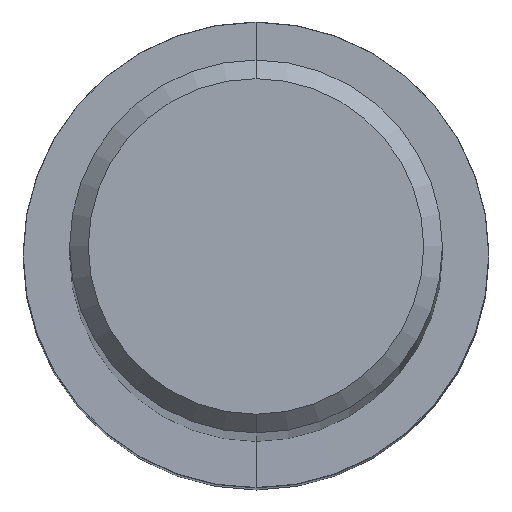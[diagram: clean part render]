
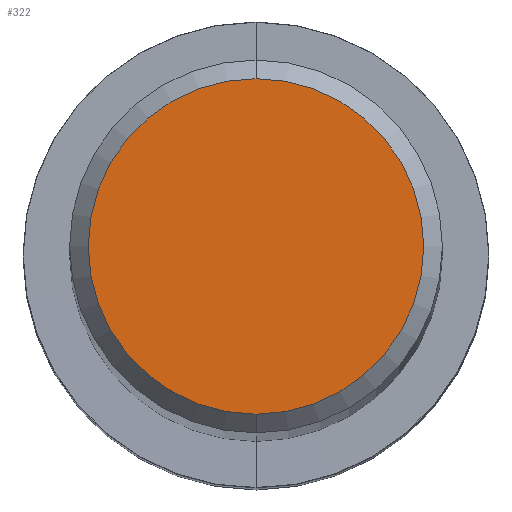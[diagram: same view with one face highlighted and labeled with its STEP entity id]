
A CAD part, top view. The second image highlights one B-rep face of the part: STEP entity #322.
In plain terms, the highlighted planar face has unit normal (0, 0, 1).
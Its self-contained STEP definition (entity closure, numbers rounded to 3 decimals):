
#224=VERTEX_POINT('',#500);
#270=EDGE_CURVE('',#274,#224,#551,.T.);
#274=VERTEX_POINT('',#556);
#322=ADVANCED_FACE('',(#609),#610,.T.);
#326=EDGE_CURVE('',#224,#274,#615,.T.);
#500=CARTESIAN_POINT('',(0.0,3.6,0.0));
#551=CIRCLE('',#1022,3.6);
#556=CARTESIAN_POINT('',(0.,-3.6,0.0));
#609=FACE_OUTER_BOUND('',#1114,.T.);
#610=PLANE('',#1115);
#615=CIRCLE('',#1121,3.6);
#1022=AXIS2_PLACEMENT_3D('',#1426,#1427,#1428);
#1114=EDGE_LOOP('',(#1504,#1505));
#1115=AXIS2_PLACEMENT_3D('',#1506,#1507,#1508);
#1121=AXIS2_PLACEMENT_3D('',#1517,#1518,#1519);
#1426=CARTESIAN_POINT('',(0.0,0.0,0.0));
#1427=DIRECTION('',(0.0,0.0,-1.0));
#1428=DIRECTION('',(0.0,1.0,0.0));
#1504=ORIENTED_EDGE('',*,*,#326,.F.);
#1505=ORIENTED_EDGE('',*,*,#270,.F.);
#1506=CARTESIAN_POINT('',(0.0,1.8,0.0));
#1507=DIRECTION('',(-0.0,0.0,1.0));
#1508=DIRECTION('',(0.0,-1.0,0.0));
#1517=CARTESIAN_POINT('',(0.0,0.0,0.0));
#1518=DIRECTION('',(0.0,0.0,-1.0));
#1519=DIRECTION('',(0.0,1.0,0.0));
